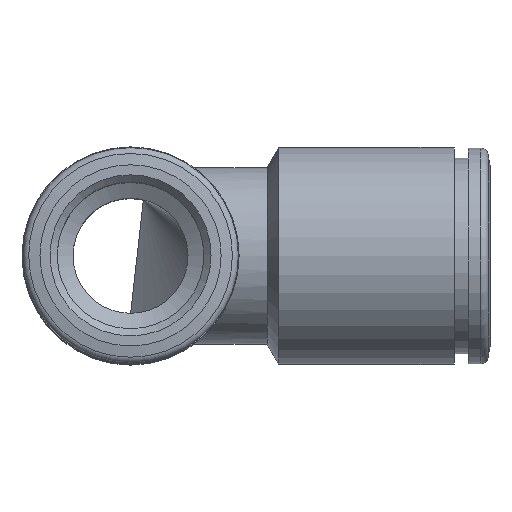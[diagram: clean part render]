
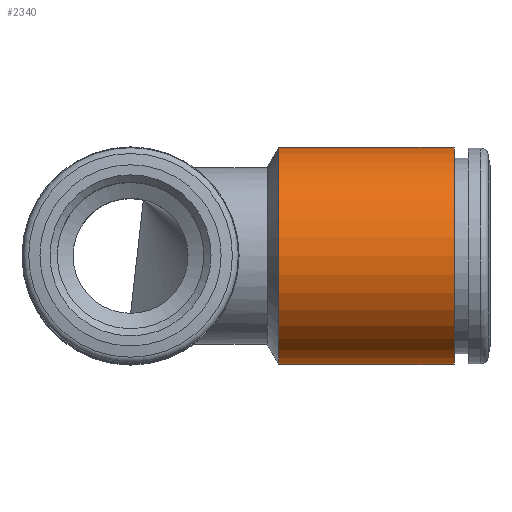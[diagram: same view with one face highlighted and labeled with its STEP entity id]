
A CAD part, top view. The second image highlights one B-rep face of the part: STEP entity #2340.
In plain terms, the highlighted cylindrical face has radius 7.55 mm (diameter 15.1 mm), a full revolution.
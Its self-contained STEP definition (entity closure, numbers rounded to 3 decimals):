
#882=CYLINDRICAL_SURFACE('',#2240,7.55);
#1016=ORIENTED_EDGE('',*,*,#1252,.T.);
#1017=ORIENTED_EDGE('',*,*,#1253,.F.);
#1100=CIRCLE('',#2239,7.55);
#1101=CIRCLE('',#2241,7.55);
#1176=VERTEX_POINT('',#2071);
#1177=VERTEX_POINT('',#2074);
#1252=EDGE_CURVE('',#1176,#1176,#1100,.T.);
#1253=EDGE_CURVE('',#1177,#1177,#1101,.T.);
#1389=EDGE_LOOP('',(#1016));
#1390=EDGE_LOOP('',(#1017));
#1537=FACE_BOUND('',#1389,.T.);
#1538=FACE_BOUND('',#1390,.T.);
#1825=DIRECTION('',(1.,0.,0.));
#1826=DIRECTION('',(0.,7.55,0.));
#1827=DIRECTION('',(-1.,0.,0.));
#1828=DIRECTION('',(0.,1.,0.));
#1829=DIRECTION('',(1.,0.,0.));
#1830=DIRECTION('',(0.,7.55,0.));
#2071=CARTESIAN_POINT('',(35.009,46.464,0.));
#2072=CARTESIAN_POINT('',(35.009,38.914,0.));
#2073=CARTESIAN_POINT('',(47.201,38.914,0.));
#2074=CARTESIAN_POINT('',(47.201,46.464,0.));
#2075=CARTESIAN_POINT('',(47.201,38.914,0.));
#2239=AXIS2_PLACEMENT_3D('',#2072,#1825,#1826);
#2240=AXIS2_PLACEMENT_3D('',#2073,#1827,#1828);
#2241=AXIS2_PLACEMENT_3D('',#2075,#1829,#1830);
#2340=ADVANCED_FACE('',(#1537,#1538),#882,.T.);
